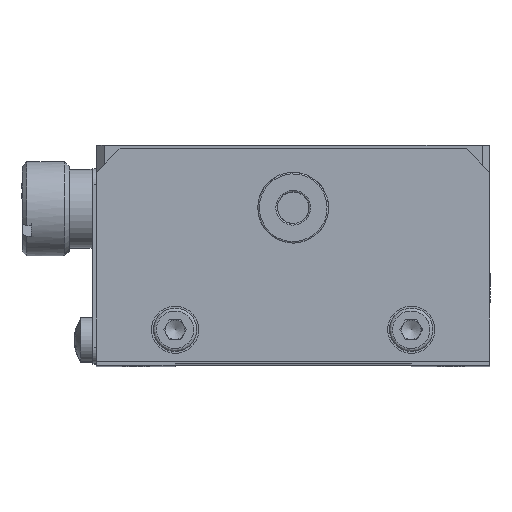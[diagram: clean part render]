
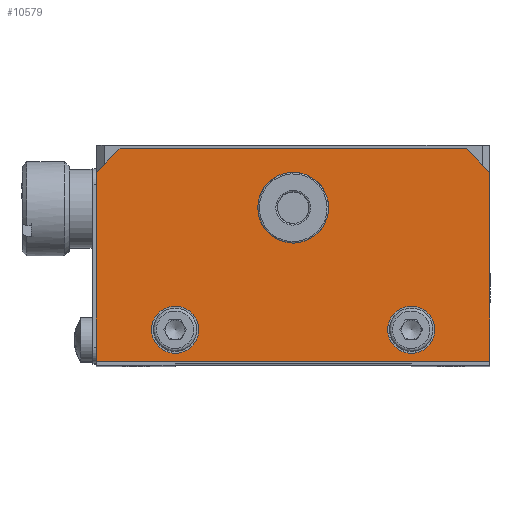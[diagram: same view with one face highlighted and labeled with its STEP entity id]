
A CAD part, top view. The second image highlights one B-rep face of the part: STEP entity #10579.
In plain terms, the highlighted planar face has unit normal (0, 0, 1).
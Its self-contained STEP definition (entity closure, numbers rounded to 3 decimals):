
#316 = VERTEX_POINT ( 'NONE', #27102 ) ;
#723 = ORIENTED_EDGE ( 'NONE', *, *, #23364, .F. ) ;
#775 = LINE ( 'NONE', #27437, #6822 ) ;
#864 = CARTESIAN_POINT ( 'NONE',  ( 73.771, 82.336, 96.268 ) ) ;
#910 = ORIENTED_EDGE ( 'NONE', *, *, #14232, .F. ) ;
#1781 = LINE ( 'NONE', #17282, #9594 ) ;
#2237 = CARTESIAN_POINT ( 'NONE',  ( 63.771, 65.336, 96.268 ) ) ;
#2270 = DIRECTION ( 'NONE',  ( 0., 0., 1. ) ) ;
#2662 = VERTEX_POINT ( 'NONE', #9591 ) ;
#2697 = EDGE_LOOP ( 'NONE', ( #26008, #723, #910, #12439, #12849, #22229 ) ) ;
#3032 = CARTESIAN_POINT ( 'NONE',  ( 23.771, 82.336, 96.268 ) ) ;
#3536 = VERTEX_POINT ( 'NONE', #17189 ) ;
#3569 = CARTESIAN_POINT ( 'NONE',  ( 73.771, 58.336, 96.268 ) ) ;
#4390 = CARTESIAN_POINT ( 'NONE',  ( 63.771, 62.336, 96.268 ) ) ;
#5340 = EDGE_LOOP ( 'NONE', ( #25779 ) ) ;
#5470 = DIRECTION ( 'NONE',  ( 0., -1., 0. ) ) ;
#6001 = CIRCLE ( 'NONE', #9677, 4.5 ) ;
#6220 = FACE_BOUND ( 'NONE', #5340, .T. ) ;
#6296 = VERTEX_POINT ( 'NONE', #2237 ) ;
#6822 = VECTOR ( 'NONE', #13811, 1000. ) ;
#6908 = VERTEX_POINT ( 'NONE', #17110 ) ;
#7178 = LINE ( 'NONE', #18197, #27187 ) ;
#7412 = LINE ( 'NONE', #20595, #22815 ) ;
#7958 = CARTESIAN_POINT ( 'NONE',  ( 23.771, 85.336, 96.268 ) ) ;
#7960 = EDGE_CURVE ( 'NONE', #6296, #6296, #12341, .T. ) ;
#8502 = EDGE_LOOP ( 'NONE', ( #26633 ) ) ;
#8565 = VERTEX_POINT ( 'NONE', #15205 ) ;
#8945 = VERTEX_POINT ( 'NONE', #864 ) ;
#9557 = EDGE_CURVE ( 'NONE', #8945, #3536, #12682, .T. ) ;
#9564 = CARTESIAN_POINT ( 'NONE',  ( 48.771, 77.836, 96.268 ) ) ;
#9591 = CARTESIAN_POINT ( 'NONE',  ( 33.771, 65.336, 96.268 ) ) ;
#9594 = VECTOR ( 'NONE', #10310, 1000. ) ;
#9677 = AXIS2_PLACEMENT_3D ( 'NONE', #9564, #27397, #18554 ) ;
#10310 = DIRECTION ( 'NONE',  ( 0.707, 0.707, 0. ) ) ;
#10579 = ADVANCED_FACE ( 'NONE', ( #14610, #12570, #6220, #21563 ), #23436, .F. ) ;
#10676 = DIRECTION ( 'NONE',  ( 0., -1., 0. ) ) ;
#10799 = DIRECTION ( 'NONE',  ( 0., 1., 0. ) ) ;
#11024 = DIRECTION ( 'NONE',  ( 0., 1., 0. ) ) ;
#11166 = VECTOR ( 'NONE', #12158, 1000. ) ;
#11525 = EDGE_CURVE ( 'NONE', #2662, #2662, #17934, .T. ) ;
#11651 = EDGE_CURVE ( 'NONE', #8565, #12590, #7178, .T. ) ;
#12158 = DIRECTION ( 'NONE',  ( 1., 0., 0. ) ) ;
#12341 = CIRCLE ( 'NONE', #14223, 3. ) ;
#12439 = ORIENTED_EDGE ( 'NONE', *, *, #11651, .F. ) ;
#12570 = FACE_BOUND ( 'NONE', #8502, .T. ) ;
#12590 = VERTEX_POINT ( 'NONE', #3032 ) ;
#12682 = LINE ( 'NONE', #3569, #21113 ) ;
#12849 = ORIENTED_EDGE ( 'NONE', *, *, #18628, .F. ) ;
#13811 = DIRECTION ( 'NONE',  ( 0.707, -0.707, 0. ) ) ;
#14143 = EDGE_CURVE ( 'NONE', #25037, #8945, #775, .T. ) ;
#14223 = AXIS2_PLACEMENT_3D ( 'NONE', #4390, #24514, #11024 ) ;
#14232 = EDGE_CURVE ( 'NONE', #12590, #6908, #1781, .T. ) ;
#14263 = DIRECTION ( 'NONE',  ( 0., 1., 0. ) ) ;
#14610 = FACE_OUTER_BOUND ( 'NONE', #2697, .T. ) ;
#15205 = CARTESIAN_POINT ( 'NONE',  ( 23.771, 58.336, 96.268 ) ) ;
#17110 = CARTESIAN_POINT ( 'NONE',  ( 26.771, 85.336, 96.268 ) ) ;
#17189 = CARTESIAN_POINT ( 'NONE',  ( 73.771, 58.336, 96.268 ) ) ;
#17282 = CARTESIAN_POINT ( 'NONE',  ( 23.771, 82.336, 96.268 ) ) ;
#17934 = CIRCLE ( 'NONE', #21624, 3. ) ;
#18197 = CARTESIAN_POINT ( 'NONE',  ( 23.771, 58.336, 96.268 ) ) ;
#18554 = DIRECTION ( 'NONE',  ( 0., 1., 0. ) ) ;
#18568 = DIRECTION ( 'NONE',  ( -1., 0., 0. ) ) ;
#18628 = EDGE_CURVE ( 'NONE', #3536, #8565, #7412, .T. ) ;
#18808 = EDGE_LOOP ( 'NONE', ( #27224 ) ) ;
#19438 = CARTESIAN_POINT ( 'NONE',  ( 70.771, 85.336, 96.268 ) ) ;
#20595 = CARTESIAN_POINT ( 'NONE',  ( 23.771, 58.336, 96.268 ) ) ;
#21113 = VECTOR ( 'NONE', #5470, 1000. ) ;
#21203 = AXIS2_PLACEMENT_3D ( 'NONE', #27946, #25764, #10676 ) ;
#21397 = EDGE_CURVE ( 'NONE', #316, #316, #6001, .T. ) ;
#21563 = FACE_BOUND ( 'NONE', #18808, .T. ) ;
#21624 = AXIS2_PLACEMENT_3D ( 'NONE', #22101, #2270, #10799 ) ;
#22101 = CARTESIAN_POINT ( 'NONE',  ( 33.771, 62.336, 96.268 ) ) ;
#22229 = ORIENTED_EDGE ( 'NONE', *, *, #9557, .F. ) ;
#22815 = VECTOR ( 'NONE', #18568, 1000. ) ;
#23364 = EDGE_CURVE ( 'NONE', #6908, #25037, #25502, .T. ) ;
#23436 = PLANE ( 'NONE',  #21203 ) ;
#24514 = DIRECTION ( 'NONE',  ( 0., 0., 1. ) ) ;
#25037 = VERTEX_POINT ( 'NONE', #19438 ) ;
#25502 = LINE ( 'NONE', #7958, #11166 ) ;
#25764 = DIRECTION ( 'NONE',  ( 0., 0., -1. ) ) ;
#25779 = ORIENTED_EDGE ( 'NONE', *, *, #11525, .F. ) ;
#26008 = ORIENTED_EDGE ( 'NONE', *, *, #14143, .F. ) ;
#26633 = ORIENTED_EDGE ( 'NONE', *, *, #7960, .F. ) ;
#27102 = CARTESIAN_POINT ( 'NONE',  ( 48.771, 82.336, 96.268 ) ) ;
#27187 = VECTOR ( 'NONE', #14263, 1000. ) ;
#27224 = ORIENTED_EDGE ( 'NONE', *, *, #21397, .F. ) ;
#27397 = DIRECTION ( 'NONE',  ( 0., 0., 1. ) ) ;
#27437 = CARTESIAN_POINT ( 'NONE',  ( 70.771, 85.336, 96.268 ) ) ;
#27946 = CARTESIAN_POINT ( 'NONE',  ( 23.771, 58.336, 96.268 ) ) ;
